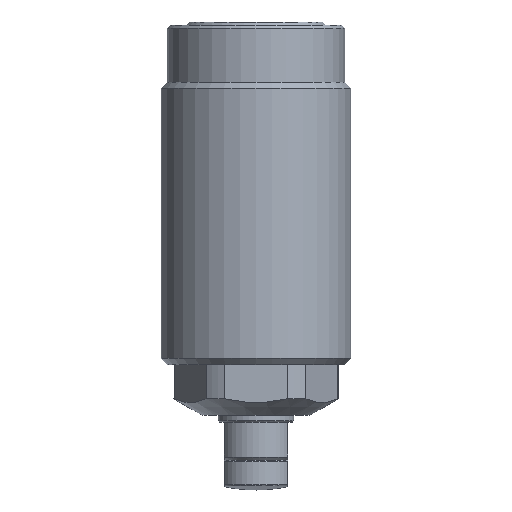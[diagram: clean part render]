
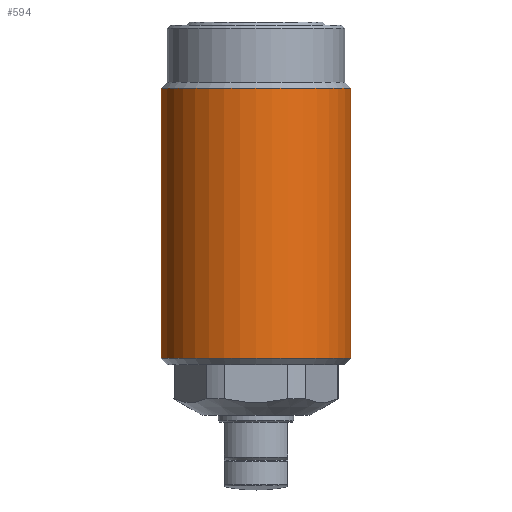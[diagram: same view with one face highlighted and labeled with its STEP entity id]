
A CAD part, front view. The second image highlights one B-rep face of the part: STEP entity #594.
In plain terms, the highlighted cylindrical face has radius 15 mm (diameter 30 mm), a partial arc.
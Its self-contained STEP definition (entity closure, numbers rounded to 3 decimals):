
#1 = FACE_OUTER_BOUND ( 'NONE', #1799, .T. ) ;
#275 = DIRECTION ( 'NONE',  ( 1., 0., 0. ) ) ;
#279 = DIRECTION ( 'NONE',  ( 0., 0., 1. ) ) ;
#282 = CARTESIAN_POINT ( 'NONE',  ( 0., 0., 1. ) ) ;
#321 = DIRECTION ( 'NONE',  ( 1., 0., 0. ) ) ;
#324 = DIRECTION ( 'NONE',  ( 0., 0., -1. ) ) ;
#328 = CARTESIAN_POINT ( 'NONE',  ( 0., 0., 43.6 ) ) ;
#594 = ADVANCED_FACE ( 'NONE', ( #1 ), #804, .T. ) ;
#656 = VERTEX_POINT ( 'NONE', #2197 ) ;
#783 = LINE ( 'NONE', #1987, #789 ) ;
#788 = LINE ( 'NONE', #1979, #791 ) ;
#789 = VECTOR ( 'NONE', #1980, 1000. ) ;
#791 = VECTOR ( 'NONE', #1976, 1000. ) ;
#804 = CYLINDRICAL_SURFACE ( 'NONE', #2550, 15. ) ;
#879 = DIRECTION ( 'NONE',  ( 0., 0., -1. ) ) ;
#893 = CARTESIAN_POINT ( 'NONE',  ( 0., 0., 44.6 ) ) ;
#907 = DIRECTION ( 'NONE',  ( -1., 0., 0. ) ) ;
#1125 = VERTEX_POINT ( 'NONE', #2219 ) ;
#1223 = CIRCLE ( 'NONE', #2409, 15. ) ;
#1225 = CIRCLE ( 'NONE', #2405, 15. ) ;
#1356 = VERTEX_POINT ( 'NONE', #2057 ) ;
#1540 = ORIENTED_EDGE ( 'NONE', *, *, #2499, .T. ) ;
#1541 = ORIENTED_EDGE ( 'NONE', *, *, #2410, .T. ) ;
#1542 = ORIENTED_EDGE ( 'NONE', *, *, #2490, .T. ) ;
#1543 = ORIENTED_EDGE ( 'NONE', *, *, #2408, .F. ) ;
#1665 = VERTEX_POINT ( 'NONE', #1948 ) ;
#1799 = EDGE_LOOP ( 'NONE', ( #1543, #1542, #1541, #1540 ) ) ;
#1948 = CARTESIAN_POINT ( 'NONE',  ( -15., 0., 43.6 ) ) ;
#1976 = DIRECTION ( 'NONE',  ( 0., 0., -1. ) ) ;
#1979 = CARTESIAN_POINT ( 'NONE',  ( -15., 0., 44.6 ) ) ;
#1980 = DIRECTION ( 'NONE',  ( 0., 0., -1. ) ) ;
#1987 = CARTESIAN_POINT ( 'NONE',  ( 15., 0., 44.6 ) ) ;
#2057 = CARTESIAN_POINT ( 'NONE',  ( 15., 0., 43.6 ) ) ;
#2197 = CARTESIAN_POINT ( 'NONE',  ( 15., 0., 1. ) ) ;
#2219 = CARTESIAN_POINT ( 'NONE',  ( -15., 0., 1. ) ) ;
#2405 = AXIS2_PLACEMENT_3D ( 'NONE', #282, #279, #275 ) ;
#2408 = EDGE_CURVE ( 'NONE', #1356, #656, #783, .T. ) ;
#2409 = AXIS2_PLACEMENT_3D ( 'NONE', #328, #324, #321 ) ;
#2410 = EDGE_CURVE ( 'NONE', #1665, #1125, #788, .T. ) ;
#2490 = EDGE_CURVE ( 'NONE', #1356, #1665, #1223, .T. ) ;
#2499 = EDGE_CURVE ( 'NONE', #1125, #656, #1225, .T. ) ;
#2550 = AXIS2_PLACEMENT_3D ( 'NONE', #893, #879, #907 ) ;
